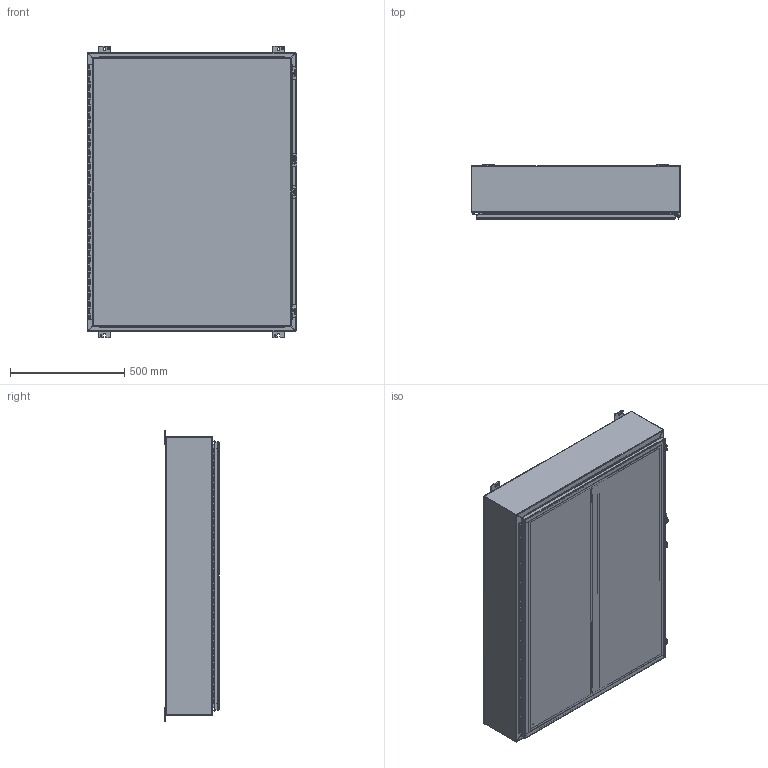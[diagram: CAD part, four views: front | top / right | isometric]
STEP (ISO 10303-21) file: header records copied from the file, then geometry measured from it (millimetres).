
FILE_DESCRIPTION (( 'STEP AP203' ), '1' );
FILE_NAME ('1418S8_Default.step', '2019-11-02T18:38:35', ( '' ), ( '' ), 'SwSTEP 2.0', 'SolidWorks 2019', '' );
FILE_SCHEMA (( 'CONFIG_CONTROL_DESIGN' ));
Products named in the file (1): 1418S8_Default
Bounding box: 917.58 x 239.7 x 1276.35 mm (x, y, z)
Volume: 9672656.5 mm3; surface area: 9836588.2 mm2
Topology: 54 solids, 54 shells, 1751 faces, 4573 edges, 2974 vertices
Faces by surface type: plane 1003, cylinder 638, bspline 92, cone 18
Entity records: 56260 total; most frequent: CARTESIAN_POINT 12701, ORIENTED_EDGE 9146, DIRECTION 8983, EDGE_CURVE 4573, LINE 3067, VECTOR 3067, VERTEX_POINT 2974, AXIS2_PLACEMENT_3D 2958
